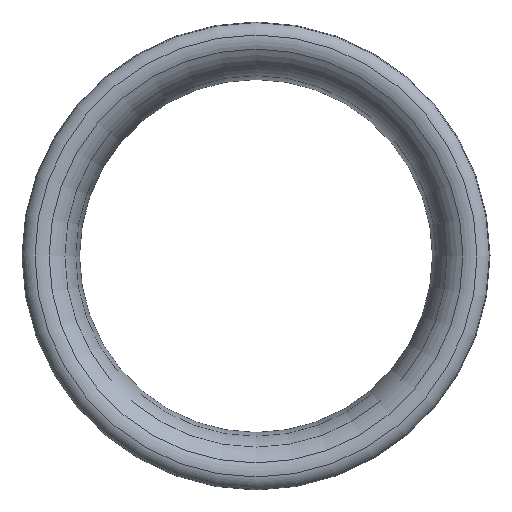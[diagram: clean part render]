
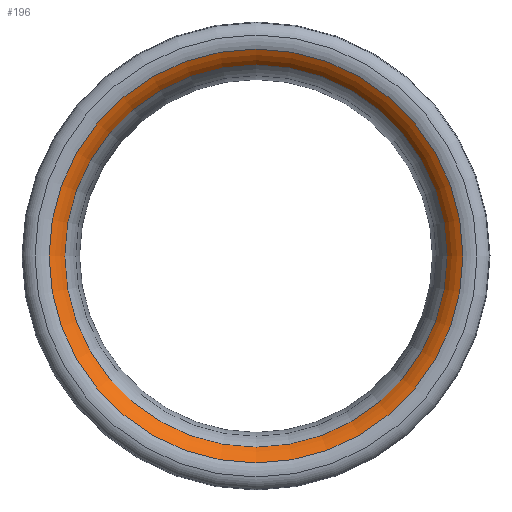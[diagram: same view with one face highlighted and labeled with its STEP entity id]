
A CAD part, left-side view. The second image highlights one B-rep face of the part: STEP entity #196.
In plain terms, the highlighted toroidal (fillet/blend) face has major radius 462.901 mm and minor radius 86.868 mm.
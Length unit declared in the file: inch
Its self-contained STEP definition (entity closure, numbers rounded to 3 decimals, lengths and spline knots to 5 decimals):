
#19=TOROIDAL_SURFACE('',#233,18.22445,3.42);
#42=FACE_BOUND('',#88,.T.);
#59=FACE_OUTER_BOUND('',#87,.T.);
#87=EDGE_LOOP('',(#172));
#88=EDGE_LOOP('',(#173));
#110=CIRCLE('',#232,15.44191);
#111=CIRCLE('',#234,16.70934);
#127=VERTEX_POINT('',#348);
#128=VERTEX_POINT('',#351);
#144=EDGE_CURVE('',#127,#127,#110,.T.);
#145=EDGE_CURVE('',#128,#128,#111,.T.);
#172=ORIENTED_EDGE('',*,*,#144,.T.);
#173=ORIENTED_EDGE('',*,*,#145,.F.);
#196=ADVANCED_FACE('',(#59,#42),#19,.T.);
#232=AXIS2_PLACEMENT_3D('',#349,#290,#291);
#233=AXIS2_PLACEMENT_3D('',#350,#292,#293);
#234=AXIS2_PLACEMENT_3D('',#352,#294,#295);
#290=DIRECTION('center_axis',(1.,0.,0.));
#291=DIRECTION('ref_axis',(0.,0.,-1.));
#292=DIRECTION('center_axis',(1.,0.,0.));
#293=DIRECTION('ref_axis',(0.,0.,-1.));
#294=DIRECTION('center_axis',(1.,0.,0.));
#295=DIRECTION('ref_axis',(0.,0.,-1.));
#348=CARTESIAN_POINT('',(-4.29757,15.44191,0.));
#349=CARTESIAN_POINT('Origin',(-4.29757,0.,
0.));
#350=CARTESIAN_POINT('Origin',(-2.30913,0.,0.));
#351=CARTESIAN_POINT('',(-5.37521,16.70934,0.));
#352=CARTESIAN_POINT('Origin',(-5.37521,0.,
0.));
